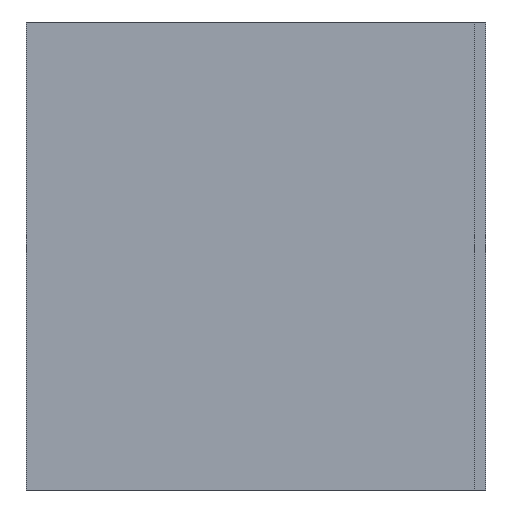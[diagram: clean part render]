
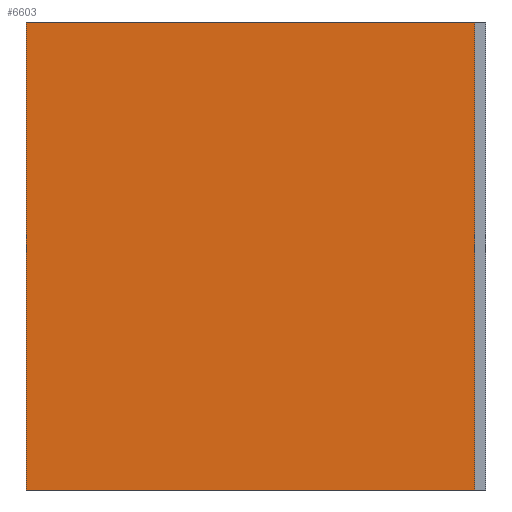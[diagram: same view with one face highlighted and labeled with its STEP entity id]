
A CAD part, left-side view. The second image highlights one B-rep face of the part: STEP entity #6603.
In plain terms, the highlighted planar face has unit normal (-1, 0, 0).
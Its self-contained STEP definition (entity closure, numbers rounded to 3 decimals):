
#621=PLANE('',#7085);
#1012=FACE_OUTER_BOUND('',#1418,.T.);
#1418=EDGE_LOOP('',(#5849,#5850,#5851,#5852));
#1790=LINE('',#26111,#2179);
#1809=LINE('',#26162,#2198);
#1810=LINE('',#26165,#2199);
#1811=LINE('',#26166,#2200);
#2179=VECTOR('',#8343,10.);
#2198=VECTOR('',#8398,10.);
#2199=VECTOR('',#8401,10.);
#2200=VECTOR('',#8402,10.);
#2899=VERTEX_POINT('',#26108);
#2900=VERTEX_POINT('',#26110);
#2914=VERTEX_POINT('',#26160);
#2915=VERTEX_POINT('',#26164);
#3876=EDGE_CURVE('',#2899,#2900,#1790,.T.);
#3903=EDGE_CURVE('',#2899,#2914,#1809,.T.);
#3904=EDGE_CURVE('',#2915,#2914,#1810,.T.);
#3905=EDGE_CURVE('',#2900,#2915,#1811,.T.);
#5849=ORIENTED_EDGE('',*,*,#3903,.T.);
#5850=ORIENTED_EDGE('',*,*,#3904,.F.);
#5851=ORIENTED_EDGE('',*,*,#3905,.F.);
#5852=ORIENTED_EDGE('',*,*,#3876,.F.);
#6603=ADVANCED_FACE('',(#1012),#621,.T.);
#7085=AXIS2_PLACEMENT_3D('',#26163,#8399,#8400);
#8343=DIRECTION('',(0.,1.,0.));
#8398=DIRECTION('',(0.,0.,1.));
#8399=DIRECTION('center_axis',(-1.,0.,0.));
#8400=DIRECTION('ref_axis',(0.,-1.,0.));
#8401=DIRECTION('',(0.,-1.,0.));
#8402=DIRECTION('',(0.,0.,1.));
#26108=CARTESIAN_POINT('',(-94.,-29.65,-31.75));
#26110=CARTESIAN_POINT('',(-94.,31.15,-31.75));
#26111=CARTESIAN_POINT('',(-94.,-31.15,-31.75));
#26160=CARTESIAN_POINT('',(-94.,-29.65,31.75));
#26162=CARTESIAN_POINT('',(-94.,-29.65,0.));
#26163=CARTESIAN_POINT('Origin',(-94.,31.15,0.));
#26164=CARTESIAN_POINT('',(-94.,31.15,31.75));
#26165=CARTESIAN_POINT('',(-94.,-31.15,31.75));
#26166=CARTESIAN_POINT('',(-94.,31.15,0.));
